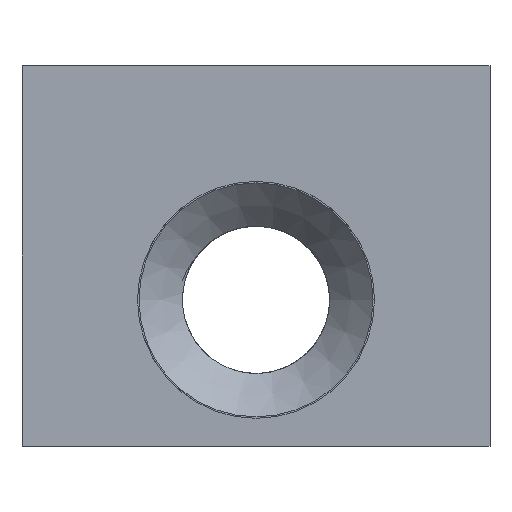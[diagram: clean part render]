
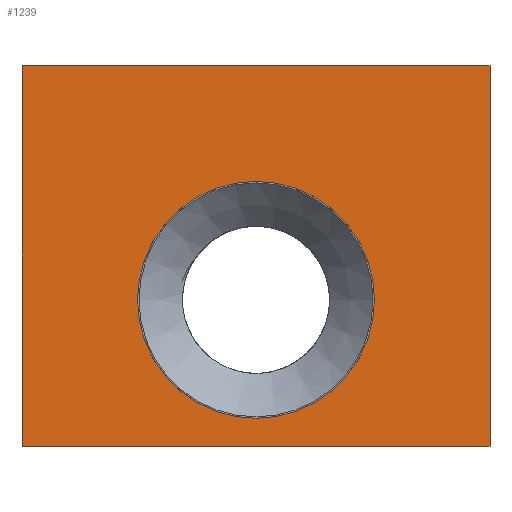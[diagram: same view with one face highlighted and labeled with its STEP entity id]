
A CAD part, front view. The second image highlights one B-rep face of the part: STEP entity #1239.
In plain terms, the highlighted planar face has unit normal (0, -1, 0).
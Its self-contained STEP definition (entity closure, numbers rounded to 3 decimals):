
#26=FACE_BOUND('',#161,.T.);
#36=PLANE('',#1327);
#54=CIRCLE('',#1328,4.05);
#94=FACE_OUTER_BOUND('',#160,.T.);
#160=EDGE_LOOP('',(#890,#891,#892,#893));
#161=EDGE_LOOP('',(#894));
#364=LINE('',#2592,#416);
#365=LINE('',#2594,#417);
#366=LINE('',#2596,#418);
#367=LINE('',#2597,#419);
#416=VECTOR('',#1473,10.);
#417=VECTOR('',#1474,10.);
#418=VECTOR('',#1475,10.);
#419=VECTOR('',#1476,10.);
#524=VERTEX_POINT('',#2590);
#525=VERTEX_POINT('',#2591);
#526=VERTEX_POINT('',#2593);
#527=VERTEX_POINT('',#2595);
#528=VERTEX_POINT('',#2598);
#674=EDGE_CURVE('',#524,#525,#364,.T.);
#675=EDGE_CURVE('',#525,#526,#365,.T.);
#676=EDGE_CURVE('',#526,#527,#366,.T.);
#677=EDGE_CURVE('',#527,#524,#367,.T.);
#678=EDGE_CURVE('',#528,#528,#54,.T.);
#890=ORIENTED_EDGE('',*,*,#674,.T.);
#891=ORIENTED_EDGE('',*,*,#675,.T.);
#892=ORIENTED_EDGE('',*,*,#676,.T.);
#893=ORIENTED_EDGE('',*,*,#677,.T.);
#894=ORIENTED_EDGE('',*,*,#678,.T.);
#1239=ADVANCED_FACE('',(#94,#26),#36,.T.);
#1327=AXIS2_PLACEMENT_3D('',#2589,#1471,#1472);
#1328=AXIS2_PLACEMENT_3D('',#2599,#1477,#1478);
#1471=DIRECTION('center_axis',(0.,-1.,0.));
#1472=DIRECTION('ref_axis',(1.,0.,0.));
#1473=DIRECTION('',(1.,0.,0.));
#1474=DIRECTION('',(0.,0.,1.));
#1475=DIRECTION('',(-1.,0.,0.));
#1476=DIRECTION('',(0.,0.,-1.));
#1477=DIRECTION('center_axis',(0.,1.,0.));
#1478=DIRECTION('ref_axis',(1.,0.,0.));
#2589=CARTESIAN_POINT('Origin',(0.,-1.,0.));
#2590=CARTESIAN_POINT('',(0.,-1.,0.));
#2591=CARTESIAN_POINT('',(16.,-1.,0.));
#2592=CARTESIAN_POINT('',(0.,-1.,0.));
#2593=CARTESIAN_POINT('',(16.,-1.,13.));
#2594=CARTESIAN_POINT('',(16.,-1.,0.));
#2595=CARTESIAN_POINT('',(0.,-1.,13.));
#2596=CARTESIAN_POINT('',(0.,-1.,13.));
#2597=CARTESIAN_POINT('',(0.,-1.,0.));
#2598=CARTESIAN_POINT('',(3.95,-1.,5.));
#2599=CARTESIAN_POINT('Origin',(8.,-1.,5.));
